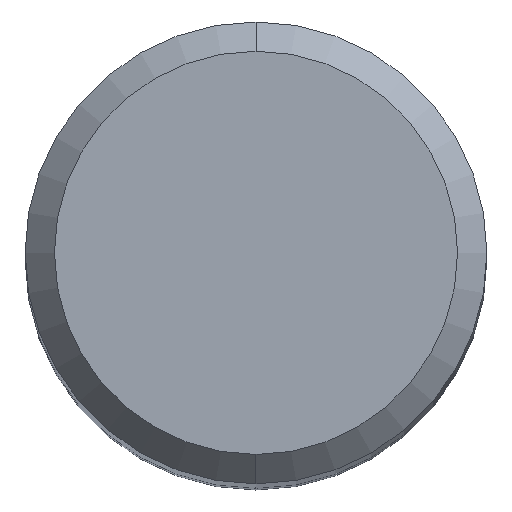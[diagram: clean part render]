
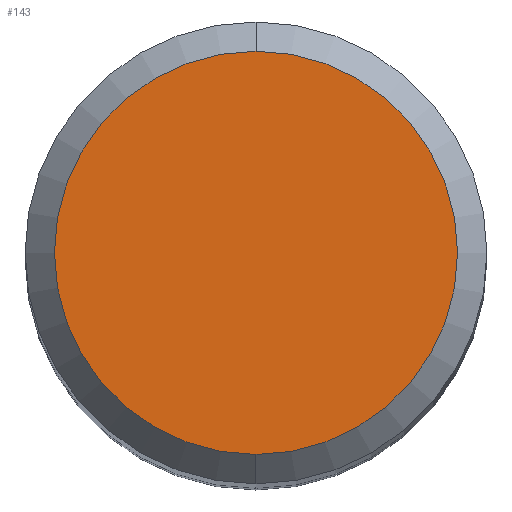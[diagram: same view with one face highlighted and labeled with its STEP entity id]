
A CAD part, top view. The second image highlights one B-rep face of the part: STEP entity #143.
In plain terms, the highlighted planar face has unit normal (0, 0, 1).
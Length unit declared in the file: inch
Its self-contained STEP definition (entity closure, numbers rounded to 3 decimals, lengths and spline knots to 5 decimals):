
#59 = AXIS2_PLACEMENT_3D ( 'NONE', #230, #106, #231 ) ;
#74 = CARTESIAN_POINT ( 'NONE',  ( 0., 0.1375, 0. ) ) ;
#82 = VERTEX_POINT ( 'NONE', #74 ) ;
#98 = ORIENTED_EDGE ( 'NONE', *, *, #192, .T. ) ;
#99 = CIRCLE ( 'NONE', #187, 0.1375 ) ;
#102 = DIRECTION ( 'NONE',  ( 0., 0., 1. ) ) ;
#106 = DIRECTION ( 'NONE',  ( 0., 0., 1. ) ) ;
#131 = CARTESIAN_POINT ( 'NONE',  ( 0., 0.1375, 0. ) ) ;
#134 = CIRCLE ( 'NONE', #59, 0.1375 ) ;
#143 = ADVANCED_FACE ( 'NONE', ( #202 ), #228, .F. ) ;
#168 = DIRECTION ( 'NONE',  ( 0., 1., 0. ) ) ;
#187 = AXIS2_PLACEMENT_3D ( 'NONE', #392, #102, #397 ) ;
#192 = EDGE_CURVE ( 'NONE', #82, #318, #99, .T. ) ;
#202 = FACE_OUTER_BOUND ( 'NONE', #232, .T. ) ;
#219 = EDGE_CURVE ( 'NONE', #318, #82, #134, .T. ) ;
#228 = PLANE ( 'NONE',  #387 ) ;
#230 = CARTESIAN_POINT ( 'NONE',  ( 0., 0., 0. ) ) ;
#231 = DIRECTION ( 'NONE',  ( 0., -1., 0. ) ) ;
#232 = EDGE_LOOP ( 'NONE', ( #98, #286 ) ) ;
#286 = ORIENTED_EDGE ( 'NONE', *, *, #219, .T. ) ;
#301 = CARTESIAN_POINT ( 'NONE',  ( 0., -0.1375, 0. ) ) ;
#318 = VERTEX_POINT ( 'NONE', #301 ) ;
#322 = DIRECTION ( 'NONE',  ( 0., 0., -1. ) ) ;
#387 = AXIS2_PLACEMENT_3D ( 'NONE', #131, #322, #168 ) ;
#392 = CARTESIAN_POINT ( 'NONE',  ( 0., 0., 0. ) ) ;
#397 = DIRECTION ( 'NONE',  ( 0., -1., 0. ) ) ;
